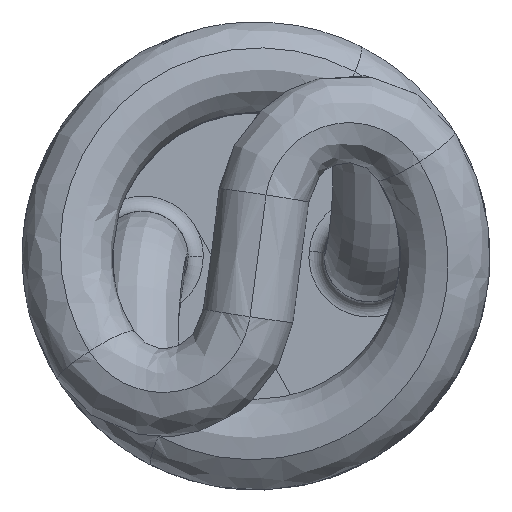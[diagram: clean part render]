
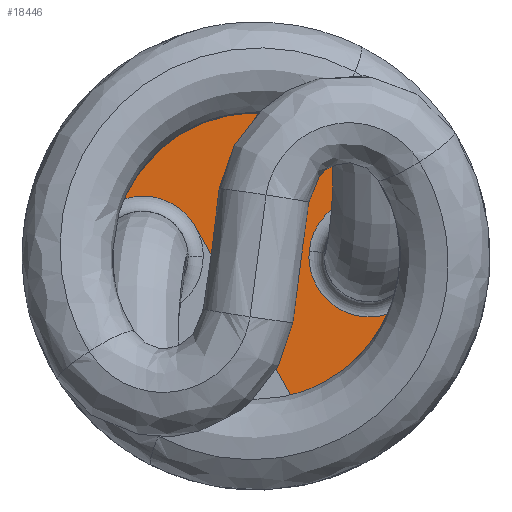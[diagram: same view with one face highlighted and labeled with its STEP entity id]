
A CAD part, top view. The second image highlights one B-rep face of the part: STEP entity #18446.
In plain terms, the highlighted face is planar.
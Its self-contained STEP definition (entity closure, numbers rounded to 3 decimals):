
#18282=CARTESIAN_POINT('Vertex',(24.,0.,-20.)) ;
#18289=CARTESIAN_POINT('Vertex',(-24.,0.,-20.)) ;
#18292=CARTESIAN_POINT('Axis2P3D Location',(0.,0.,-20.)) ;
#18310=CARTESIAN_POINT('Axis2P3D Location',(0.,0.,-20.)) ;
#18401=CARTESIAN_POINT('Axis2P3D Location',(0.,0.,-20.)) ;
#18410=CARTESIAN_POINT('Axis2P3D Location',(15.,0.,-20.)) ;
#18414=CARTESIAN_POINT('Vertex',(10.02,0.45,-20.)) ;
#18416=CARTESIAN_POINT('Vertex',(19.98,-0.45,-20.)) ;
#18419=CARTESIAN_POINT('Axis2P3D Location',(15.,0.,-20.)) ;
#18428=CARTESIAN_POINT('Axis2P3D Location',(-15.,0.,-20.)) ;
#18432=CARTESIAN_POINT('Vertex',(-10.,0.,-20.)) ;
#18434=CARTESIAN_POINT('Vertex',(-20.,0.,-20.)) ;
#18437=CARTESIAN_POINT('Axis2P3D Location',(-15.,0.,-20.)) ;
#18293=DIRECTION('Axis2P3D Direction',(0.,0.,1.)) ;
#18311=DIRECTION('Axis2P3D Direction',(0.,0.,1.)) ;
#18402=DIRECTION('Axis2P3D Direction',(0.,0.,-1.)) ;
#18403=DIRECTION('Axis2P3D XDirection',(0.,1.,0.)) ;
#18411=DIRECTION('Axis2P3D Direction',(0.,0.,-1.)) ;
#18420=DIRECTION('Axis2P3D Direction',(0.,0.,-1.)) ;
#18429=DIRECTION('Axis2P3D Direction',(0.,0.,-1.)) ;
#18438=DIRECTION('Axis2P3D Direction',(0.,0.,-1.)) ;
#18294=AXIS2_PLACEMENT_3D('Circle Axis2P3D',#18292,#18293,$) ;
#18312=AXIS2_PLACEMENT_3D('Circle Axis2P3D',#18310,#18311,$) ;
#18404=AXIS2_PLACEMENT_3D('Plane Axis2P3D',#18401,#18402,#18403) ;
#18412=AXIS2_PLACEMENT_3D('Circle Axis2P3D',#18410,#18411,$) ;
#18421=AXIS2_PLACEMENT_3D('Circle Axis2P3D',#18419,#18420,$) ;
#18430=AXIS2_PLACEMENT_3D('Circle Axis2P3D',#18428,#18429,$) ;
#18439=AXIS2_PLACEMENT_3D('Circle Axis2P3D',#18437,#18438,$) ;
#18407=ORIENTED_EDGE('',*,*,#18314,.T.) ;
#18408=ORIENTED_EDGE('',*,*,#18296,.T.) ;
#18425=ORIENTED_EDGE('',*,*,#18418,.T.) ;
#18426=ORIENTED_EDGE('',*,*,#18423,.T.) ;
#18443=ORIENTED_EDGE('',*,*,#18436,.F.) ;
#18444=ORIENTED_EDGE('',*,*,#18441,.F.) ;
#18427=FACE_BOUND('',#18424,.T.) ;
#18445=FACE_BOUND('',#18442,.T.) ;
#18446=ADVANCED_FACE('PartBody',(#18409,#18427,#18445),#18405,.F.) ;
#18295=CIRCLE('generated circle',#18294,24.) ;
#18313=CIRCLE('generated circle',#18312,24.) ;
#18413=CIRCLE('generated circle',#18412,5.) ;
#18422=CIRCLE('generated circle',#18421,5.) ;
#18431=CIRCLE('generated circle',#18430,5.) ;
#18440=CIRCLE('generated circle',#18439,5.) ;
#18296=EDGE_CURVE('',#18283,#18290,#18295,.T.) ;
#18314=EDGE_CURVE('',#18290,#18283,#18313,.T.) ;
#18418=EDGE_CURVE('',#18415,#18417,#18413,.T.) ;
#18423=EDGE_CURVE('',#18417,#18415,#18422,.T.) ;
#18436=EDGE_CURVE('',#18433,#18435,#18431,.F.) ;
#18441=EDGE_CURVE('',#18435,#18433,#18440,.F.) ;
#18406=EDGE_LOOP('',(#18407,#18408)) ;
#18424=EDGE_LOOP('',(#18425,#18426)) ;
#18442=EDGE_LOOP('',(#18443,#18444)) ;
#18409=FACE_OUTER_BOUND('',#18406,.T.) ;
#18405=PLANE('',#18404) ;
#18283=VERTEX_POINT('',#18282) ;
#18290=VERTEX_POINT('',#18289) ;
#18415=VERTEX_POINT('',#18414) ;
#18417=VERTEX_POINT('',#18416) ;
#18433=VERTEX_POINT('',#18432) ;
#18435=VERTEX_POINT('',#18434) ;
